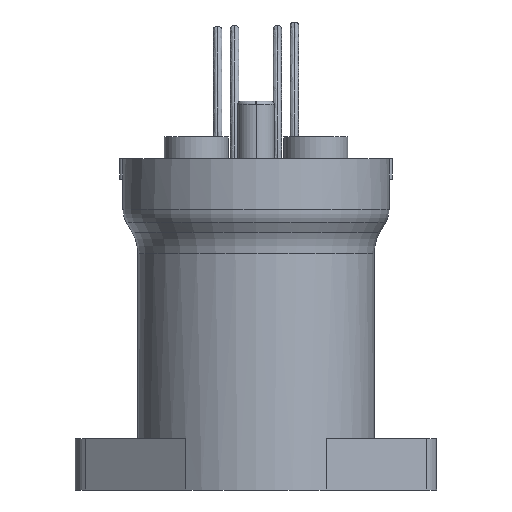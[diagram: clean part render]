
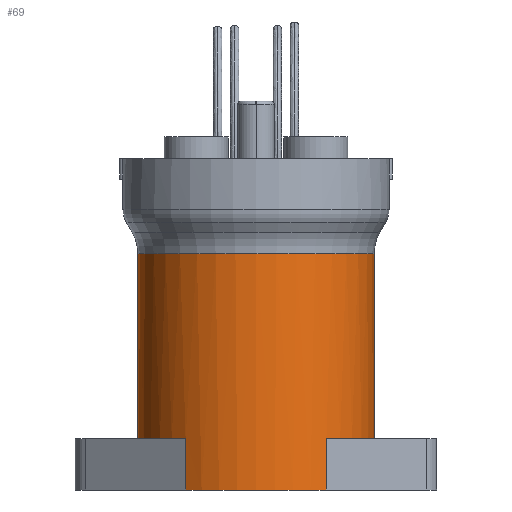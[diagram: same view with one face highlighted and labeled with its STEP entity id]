
A CAD part, left-side view. The second image highlights one B-rep face of the part: STEP entity #69.
In plain terms, the highlighted cylindrical face has radius 17.59 mm (diameter 35.179 mm), a partial arc.
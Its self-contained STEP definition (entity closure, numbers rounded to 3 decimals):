
#69=ADVANCED_FACE('',(#179),#180,.T.);
#179=FACE_OUTER_BOUND('',#349,.T.);
#180=CYLINDRICAL_SURFACE('',#350,17.59);
#349=EDGE_LOOP('',(#1286,#1287,#1288,#1289,#1290,#1291,#1292,#1293,#1294));
#350=AXIS2_PLACEMENT_3D('',#1295,#1296,#1297);
#1286=ORIENTED_EDGE('',*,*,#1759,.F.);
#1287=ORIENTED_EDGE('',*,*,#1760,.T.);
#1288=ORIENTED_EDGE('',*,*,#1761,.T.);
#1289=ORIENTED_EDGE('',*,*,#1762,.F.);
#1290=ORIENTED_EDGE('',*,*,#1763,.F.);
#1291=ORIENTED_EDGE('',*,*,#1764,.T.);
#1292=ORIENTED_EDGE('',*,*,#1765,.T.);
#1293=ORIENTED_EDGE('',*,*,#1766,.F.);
#1294=ORIENTED_EDGE('',*,*,#1690,.F.);
#1295=CARTESIAN_POINT('',(0.0,0.0,2.468));
#1296=DIRECTION('',(-0.0,0.0,1.0));
#1297=DIRECTION('',(0.0,-1.0,0.0));
#1690=EDGE_CURVE('',#1893,#1896,#1897,.T.);
#1759=EDGE_CURVE('',#1888,#1893,#2015,.T.);
#1760=EDGE_CURVE('',#1888,#2016,#2017,.T.);
#1761=EDGE_CURVE('',#2016,#2018,#2019,.T.);
#1762=EDGE_CURVE('',#2020,#2018,#2021,.T.);
#1763=EDGE_CURVE('',#2022,#2020,#2023,.T.);
#1764=EDGE_CURVE('',#2022,#2024,#2025,.T.);
#1765=EDGE_CURVE('',#2024,#2026,#2027,.T.);
#1766=EDGE_CURVE('',#1896,#2026,#2028,.T.);
#1888=VERTEX_POINT('',#2198);
#1893=VERTEX_POINT('',#2203);
#1896=VERTEX_POINT('',#2206);
#1897=CIRCLE('',#2207,17.59);
#2015=CIRCLE('',#2473,17.59);
#2016=VERTEX_POINT('',#2474);
#2017=LINE('',#2475,#2476);
#2018=VERTEX_POINT('',#2477);
#2019=CIRCLE('',#2478,17.59);
#2020=VERTEX_POINT('',#2479);
#2021=LINE('',#2480,#2481);
#2022=VERTEX_POINT('',#2482);
#2023=CIRCLE('',#2483,17.59);
#2024=VERTEX_POINT('',#2484);
#2025=LINE('',#2485,#2486);
#2026=VERTEX_POINT('',#2487);
#2027=CIRCLE('',#2488,17.59);
#2028=LINE('',#2489,#2490);
#2198=CARTESIAN_POINT('',(0.0,17.59,-14.147));
#2203=CARTESIAN_POINT('',(-0.015,-17.589,-14.147));
#2206=CARTESIAN_POINT('',(0.0,-17.59,-14.147));
#2207=AXIS2_PLACEMENT_3D('',#2913,#2914,#2915);
#2473=AXIS2_PLACEMENT_3D('',#3056,#3057,#3058);
#2474=CARTESIAN_POINT('',(0.0,17.59,-41.732));
#2475=CARTESIAN_POINT('',(0.0,17.59,-14.147));
#2476=VECTOR('',#3059,27.585);
#2477=CARTESIAN_POINT('',(-14.122,10.486,-41.732));
#2478=AXIS2_PLACEMENT_3D('',#3060,#3061,#3062);
#2479=CARTESIAN_POINT('',(-14.122,10.486,-49.352));
#2480=CARTESIAN_POINT('',(-14.122,10.486,-49.352));
#2481=VECTOR('',#3063,7.62);
#2482=CARTESIAN_POINT('',(-14.122,-10.486,-49.352));
#2483=AXIS2_PLACEMENT_3D('',#3064,#3065,#3066);
#2484=CARTESIAN_POINT('',(-14.122,-10.486,-41.732));
#2485=CARTESIAN_POINT('',(-14.122,-10.486,-49.352));
#2486=VECTOR('',#3067,7.62);
#2487=CARTESIAN_POINT('',(0.0,-17.59,-41.732));
#2488=AXIS2_PLACEMENT_3D('',#3068,#3069,#3070);
#2489=CARTESIAN_POINT('',(0.0,-17.59,-14.147));
#2490=VECTOR('',#3071,27.585);
#2913=CARTESIAN_POINT('',(0.0,0.0,-14.147));
#2914=DIRECTION('',(0.0,-0.0,1.0));
#2915=DIRECTION('',(0.0,1.0,0.0));
#3056=CARTESIAN_POINT('',(0.0,0.0,-14.147));
#3057=DIRECTION('',(0.0,-0.0,1.0));
#3058=DIRECTION('',(0.0,1.0,0.0));
#3059=DIRECTION('',(0.0,0.0,-1.0));
#3060=CARTESIAN_POINT('',(0.0,0.0,-41.732));
#3061=DIRECTION('',(0.0,-0.0,1.0));
#3062=DIRECTION('',(0.0,1.0,0.0));
#3063=DIRECTION('',(0.,0.,1.0));
#3064=CARTESIAN_POINT('',(0.0,0.0,-49.352));
#3065=DIRECTION('',(-0.0,0.0,-1.0));
#3066=DIRECTION('',(-0.803,-0.596,0.0));
#3067=DIRECTION('',(0.,0.,1.0));
#3068=CARTESIAN_POINT('',(0.0,0.0,-41.732));
#3069=DIRECTION('',(0.0,0.0,1.0));
#3070=DIRECTION('',(-0.803,-0.596,0.0));
#3071=DIRECTION('',(0.0,0.0,-1.0));
